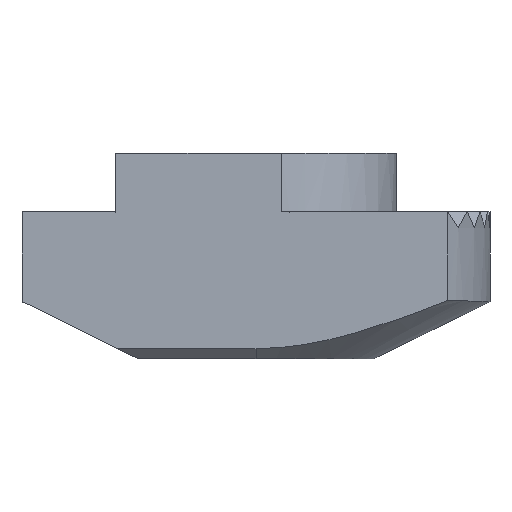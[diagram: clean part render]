
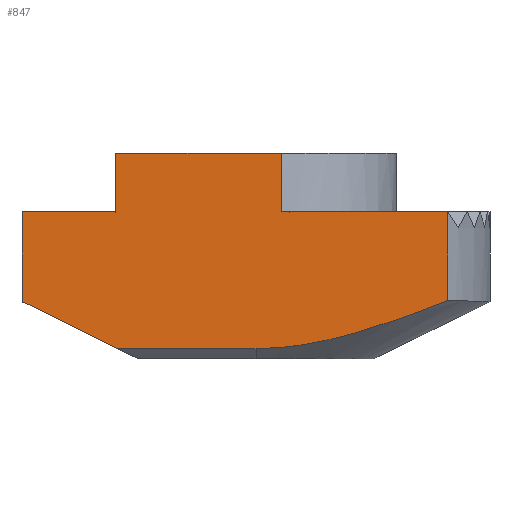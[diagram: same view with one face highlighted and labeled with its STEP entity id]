
A CAD part, left-side view. The second image highlights one B-rep face of the part: STEP entity #847.
In plain terms, the highlighted planar face has unit normal (-1, 0, 0).
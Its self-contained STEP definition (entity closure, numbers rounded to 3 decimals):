
#2 = DIRECTION ( 'NONE',  ( 0., 0., 1. ) ) ;
#25 = VERTEX_POINT ( 'NONE', #1572 ) ;
#39 = CARTESIAN_POINT ( 'NONE',  ( -2.95, 3., 4.4 ) ) ;
#57 = CARTESIAN_POINT ( 'NONE',  ( -2.95, 4.295, 0.881 ) ) ;
#68 = VERTEX_POINT ( 'NONE', #982 ) ;
#121 = VECTOR ( 'NONE', #1622, 1000. ) ;
#169 = ORIENTED_EDGE ( 'NONE', *, *, #1473, .T. ) ;
#190 = CARTESIAN_POINT ( 'NONE',  ( -2.95, -1.51, 0.221 ) ) ;
#192 = LINE ( 'NONE', #767, #926 ) ;
#216 = DIRECTION ( 'NONE',  ( 0., 1., 0. ) ) ;
#229 = ORIENTED_EDGE ( 'NONE', *, *, #1489, .T. ) ;
#322 = EDGE_CURVE ( 'NONE', #928, #1195, #1539, .T. ) ;
#323 = CARTESIAN_POINT ( 'NONE',  ( -2.95, 3.112, 3.15 ) ) ;
#364 = LINE ( 'NONE', #1261, #1114 ) ;
#373 = CARTESIAN_POINT ( 'NONE',  ( -2.95, -4.093, 1.249 ) ) ;
#388 = VERTEX_POINT ( 'NONE', #402 ) ;
#396 = DIRECTION ( 'NONE',  ( 0., 1., 0. ) ) ;
#402 = CARTESIAN_POINT ( 'NONE',  ( -2.95, 5., 3.15 ) ) ;
#404 = DIRECTION ( 'NONE',  ( 0., -1., 0. ) ) ;
#472 = CARTESIAN_POINT ( 'NONE',  ( -2.95, -0.545, 4.4 ) ) ;
#500 = ORIENTED_EDGE ( 'NONE', *, *, #568, .F. ) ;
#513 = CARTESIAN_POINT ( 'NONE',  ( -2.95, 3., 4.4 ) ) ;
#524 = EDGE_CURVE ( 'NONE', #1754, #388, #1316, .T. ) ;
#568 = EDGE_CURVE ( 'NONE', #1077, #1740, #1179, .T. ) ;
#600 = VECTOR ( 'NONE', #1628, 1000. ) ;
#671 = EDGE_CURVE ( 'NONE', #928, #25, #858, .T. ) ;
#725 = ORIENTED_EDGE ( 'NONE', *, *, #1695, .F. ) ;
#745 = CARTESIAN_POINT ( 'NONE',  ( -2.95, 5., 0. ) ) ;
#747 = VECTOR ( 'NONE', #1329, 1000. ) ;
#751 = CARTESIAN_POINT ( 'NONE',  ( -2.95, -0.545, 4.4 ) ) ;
#766 = CARTESIAN_POINT ( 'NONE',  ( -2.95, 0., 0.221 ) ) ;
#767 = CARTESIAN_POINT ( 'NONE',  ( -2.95, 3.112, 3.15 ) ) ;
#807 = CARTESIAN_POINT ( 'NONE',  ( -2.95, 2.625, 0.221 ) ) ;
#814 = ORIENTED_EDGE ( 'NONE', *, *, #1191, .T. ) ;
#820 = LINE ( 'NONE', #807, #1797 ) ;
#831 = CARTESIAN_POINT ( 'NONE',  ( -2.95, -4.093, 2.25 ) ) ;
#847 = ADVANCED_FACE ( 'NONE', ( #1861 ), #1294, .F. ) ;
#858 =( BOUNDED_CURVE ( )  B_SPLINE_CURVE ( 2, ( #373, #190, #766 ),
 .UNSPECIFIED., .F., .F. ) 
 B_SPLINE_CURVE_WITH_KNOTS ( ( 3, 3 ),
 ( 0.522, 1.189 ),
 .UNSPECIFIED. ) 
 CURVE ( )  GEOMETRIC_REPRESENTATION_ITEM ( )  RATIONAL_B_SPLINE_CURVE ( ( 1.277, 1.316, 1. ) ) 
 REPRESENTATION_ITEM ( '' )  );
#926 = VECTOR ( 'NONE', #216, 1000. ) ;
#928 = VERTEX_POINT ( 'NONE', #1447 ) ;
#982 = CARTESIAN_POINT ( 'NONE',  ( -2.95, 2.95, 0.221 ) ) ;
#1042 = ORIENTED_EDGE ( 'NONE', *, *, #671, .F. ) ;
#1043 = DIRECTION ( 'NONE',  ( 0., 0.898, 0.441 ) ) ;
#1051 = LINE ( 'NONE', #323, #600 ) ;
#1058 = ORIENTED_EDGE ( 'NONE', *, *, #322, .T. ) ;
#1065 = ORIENTED_EDGE ( 'NONE', *, *, #1511, .F. ) ;
#1072 = CARTESIAN_POINT ( 'NONE',  ( -2.95, -0.545, 3.15 ) ) ;
#1077 = VERTEX_POINT ( 'NONE', #472 ) ;
#1094 = DIRECTION ( 'NONE',  ( 0., 1., 0. ) ) ;
#1095 = ORIENTED_EDGE ( 'NONE', *, *, #1277, .F. ) ;
#1114 = VECTOR ( 'NONE', #396, 1000. ) ;
#1129 = DIRECTION ( 'NONE',  ( 1., 0., 0. ) ) ;
#1167 = AXIS2_PLACEMENT_3D ( 'NONE', #513, #1129, #1094 ) ;
#1179 = LINE ( 'NONE', #751, #747 ) ;
#1191 = EDGE_CURVE ( 'NONE', #68, #25, #820, .T. ) ;
#1195 = VERTEX_POINT ( 'NONE', #1829 ) ;
#1260 = VECTOR ( 'NONE', #1433, 1000. ) ;
#1261 = CARTESIAN_POINT ( 'NONE',  ( -2.95, 3.112, 3.15 ) ) ;
#1271 = LINE ( 'NONE', #1876, #1845 ) ;
#1277 = EDGE_CURVE ( 'NONE', #1676, #1077, #1271, .T. ) ;
#1294 = PLANE ( 'NONE',  #1167 ) ;
#1316 = LINE ( 'NONE', #745, #1345 ) ;
#1329 = DIRECTION ( 'NONE',  ( 0., 0., -1. ) ) ;
#1345 = VECTOR ( 'NONE', #2, 1000. ) ;
#1385 = VERTEX_POINT ( 'NONE', #1600 ) ;
#1433 = DIRECTION ( 'NONE',  ( 0., 0., 1. ) ) ;
#1447 = CARTESIAN_POINT ( 'NONE',  ( -2.95, -4.093, 1.249 ) ) ;
#1473 = EDGE_CURVE ( 'NONE', #1195, #1385, #1051, .T. ) ;
#1489 = EDGE_CURVE ( 'NONE', #1808, #388, #192, .T. ) ;
#1496 = ORIENTED_EDGE ( 'NONE', *, *, #524, .F. ) ;
#1504 = LINE ( 'NONE', #57, #1697 ) ;
#1511 = EDGE_CURVE ( 'NONE', #1808, #1676, #1786, .T. ) ;
#1539 = LINE ( 'NONE', #831, #1260 ) ;
#1541 = DIRECTION ( 'NONE',  ( 0., -1., 0. ) ) ;
#1552 = EDGE_LOOP ( 'NONE', ( #1042, #1058, #169, #1649, #500, #1095, #1065, #229, #1496, #725, #814 ) ) ;
#1572 = CARTESIAN_POINT ( 'NONE',  ( -2.95, 0., 0.221 ) ) ;
#1600 = CARTESIAN_POINT ( 'NONE',  ( -2.95, -0.676, 3.15 ) ) ;
#1622 = DIRECTION ( 'NONE',  ( 0., 0., 1. ) ) ;
#1628 = DIRECTION ( 'NONE',  ( 0., 1., 0. ) ) ;
#1649 = ORIENTED_EDGE ( 'NONE', *, *, #1837, .T. ) ;
#1654 = CARTESIAN_POINT ( 'NONE',  ( -2.95, 3., 4.4 ) ) ;
#1661 = CARTESIAN_POINT ( 'NONE',  ( -2.95, 5., 1.227 ) ) ;
#1676 = VERTEX_POINT ( 'NONE', #39 ) ;
#1687 = CARTESIAN_POINT ( 'NONE',  ( -2.95, 3., 3.15 ) ) ;
#1695 = EDGE_CURVE ( 'NONE', #68, #1754, #1504, .T. ) ;
#1697 = VECTOR ( 'NONE', #1043, 1000. ) ;
#1740 = VERTEX_POINT ( 'NONE', #1072 ) ;
#1754 = VERTEX_POINT ( 'NONE', #1661 ) ;
#1786 = LINE ( 'NONE', #1654, #121 ) ;
#1797 = VECTOR ( 'NONE', #1541, 1000. ) ;
#1808 = VERTEX_POINT ( 'NONE', #1687 ) ;
#1829 = CARTESIAN_POINT ( 'NONE',  ( -2.95, -4.093, 3.15 ) ) ;
#1837 = EDGE_CURVE ( 'NONE', #1385, #1740, #364, .T. ) ;
#1845 = VECTOR ( 'NONE', #404, 1000. ) ;
#1861 = FACE_OUTER_BOUND ( 'NONE', #1552, .T. ) ;
#1876 = CARTESIAN_POINT ( 'NONE',  ( -2.95, 1.5, 4.4 ) ) ;
